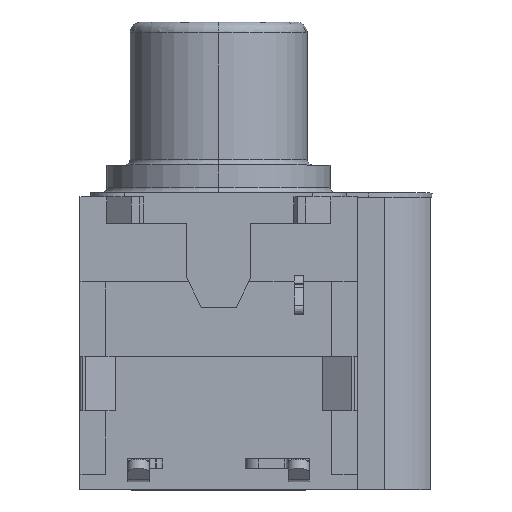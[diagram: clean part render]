
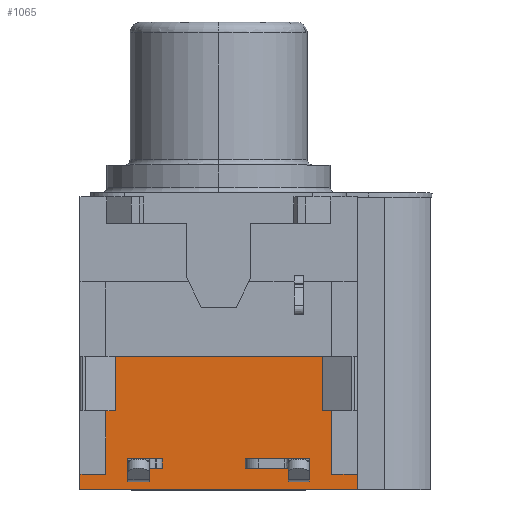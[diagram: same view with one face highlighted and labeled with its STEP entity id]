
A CAD part, top view. The second image highlights one B-rep face of the part: STEP entity #1065.
In plain terms, the highlighted planar face has unit normal (0, 0, 1).
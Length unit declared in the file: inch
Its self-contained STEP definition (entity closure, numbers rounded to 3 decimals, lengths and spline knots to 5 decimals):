
#79 = ORIENTED_EDGE ( 'NONE', *, *, #395, .F. ) ;
#245 = DIRECTION ( 'NONE',  ( 0., 1., 0. ) ) ;
#297 = ORIENTED_EDGE ( 'NONE', *, *, #6638, .T. ) ;
#308 = CARTESIAN_POINT ( 'NONE',  ( 0., -0.3026, 1.058 ) ) ;
#388 = DIRECTION ( 'NONE',  ( -1., 0., 0. ) ) ;
#395 = EDGE_CURVE ( 'NONE', #818, #4844, #3468, .T. ) ;
#481 = CARTESIAN_POINT ( 'NONE',  ( 0., -0.52, 1.058 ) ) ;
#504 = EDGE_CURVE ( 'NONE', #1565, #4730, #3546, .T. ) ;
#514 = EDGE_LOOP ( 'NONE', ( #5068, #4002, #79, #1104 ) ) ;
#593 = CARTESIAN_POINT ( 'NONE',  ( 0., -0.491, 1.058 ) ) ;
#680 = EDGE_CURVE ( 'NONE', #5035, #1366, #3666, .T. ) ;
#805 = CARTESIAN_POINT ( 'NONE',  ( 0.2559, -0.547, 1.058 ) ) ;
#818 = VERTEX_POINT ( 'NONE', #3994 ) ;
#909 = ORIENTED_EDGE ( 'NONE', *, *, #4062, .F. ) ;
#965 = EDGE_LOOP ( 'NONE', ( #2967, #5578, #1715, #909 ) ) ;
#1065 = ADVANCED_FACE ( 'NONE', ( #4045, #4025, #4031 ), #5252, .T. ) ;
#1104 = ORIENTED_EDGE ( 'NONE', *, *, #5696, .T. ) ;
#1223 = ORIENTED_EDGE ( 'NONE', *, *, #2093, .T. ) ;
#1310 = ORIENTED_EDGE ( 'NONE', *, *, #5613, .F. ) ;
#1341 = CARTESIAN_POINT ( 'NONE',  ( 0.2086, -0.2775, 1.058 ) ) ;
#1366 = VERTEX_POINT ( 'NONE', #3218 ) ;
#1413 = VERTEX_POINT ( 'NONE', #1635 ) ;
#1464 = AXIS2_PLACEMENT_3D ( 'NONE', #5024, #5075, #5094 ) ;
#1565 = VERTEX_POINT ( 'NONE', #2252 ) ;
#1599 = EDGE_CURVE ( 'NONE', #2496, #4481, #4409, .T. ) ;
#1620 = EDGE_CURVE ( 'NONE', #2652, #3746, #4484, .T. ) ;
#1635 = CARTESIAN_POINT ( 'NONE',  ( 0.2086, -0.52, 1.058 ) ) ;
#1662 = DIRECTION ( 'NONE',  ( 0., 1., 0. ) ) ;
#1684 = CARTESIAN_POINT ( 'NONE',  ( 0.06735, -0.547, 1.058 ) ) ;
#1715 = ORIENTED_EDGE ( 'NONE', *, *, #1620, .T. ) ;
#1775 = VERTEX_POINT ( 'NONE', #805 ) ;
#1816 = VERTEX_POINT ( 'NONE', #3775 ) ;
#1963 = CARTESIAN_POINT ( 'NONE',  ( -0.2086, -0.52, 1.058 ) ) ;
#1974 = CARTESIAN_POINT ( 'NONE',  ( -0.1044, -0.491, 1.058 ) ) ;
#1977 = DIRECTION ( 'NONE',  ( 0., 1., 0. ) ) ;
#1985 = CARTESIAN_POINT ( 'NONE',  ( 0.16725, -0.5125, 1.058 ) ) ;
#2093 = EDGE_CURVE ( 'NONE', #1413, #2496, #4895, .T. ) ;
#2137 = ORIENTED_EDGE ( 'NONE', *, *, #1599, .T. ) ;
#2166 = EDGE_CURVE ( 'NONE', #5414, #2980, #4970, .T. ) ;
#2252 = CARTESIAN_POINT ( 'NONE',  ( -0.1674, -0.491, 1.058 ) ) ;
#2383 = CARTESIAN_POINT ( 'NONE',  ( -0.1674, -0.5125, 1.058 ) ) ;
#2389 = DIRECTION ( 'NONE',  ( 0., -1., 0. ) ) ;
#2432 = CARTESIAN_POINT ( 'NONE',  ( 0.04865, -0.509, 1.058 ) ) ;
#2496 = VERTEX_POINT ( 'NONE', #6048 ) ;
#2602 = DIRECTION ( 'NONE',  ( 0., 1., 0. ) ) ;
#2633 = ORIENTED_EDGE ( 'NONE', *, *, #5517, .T. ) ;
#2652 = VERTEX_POINT ( 'NONE', #1974 ) ;
#2967 = ORIENTED_EDGE ( 'NONE', *, *, #504, .F. ) ;
#2980 = VERTEX_POINT ( 'NONE', #4788 ) ;
#3020 = ORIENTED_EDGE ( 'NONE', *, *, #2166, .T. ) ;
#3092 = DIRECTION ( 'NONE',  ( 0., 1., 0. ) ) ;
#3114 = CARTESIAN_POINT ( 'NONE',  ( 0.04865, -0.2775, 1.058 ) ) ;
#3131 = CARTESIAN_POINT ( 'NONE',  ( 0., -0.52, 1.058 ) ) ;
#3139 = DIRECTION ( 'NONE',  ( 0., -1., 0. ) ) ;
#3154 = VECTOR ( 'NONE', #5272, 39.37008 ) ;
#3218 = CARTESIAN_POINT ( 'NONE',  ( 0.04865, -0.491, 1.058 ) ) ;
#3254 = LINE ( 'NONE', #5318, #3154 ) ;
#3456 = VECTOR ( 'NONE', #2389, 39.37008 ) ;
#3468 = LINE ( 'NONE', #1985, #3499 ) ;
#3499 = VECTOR ( 'NONE', #1977, 39.37008 ) ;
#3546 = LINE ( 'NONE', #2383, #3456 ) ;
#3575 = ORIENTED_EDGE ( 'NONE', *, *, #6185, .T. ) ;
#3666 = LINE ( 'NONE', #3114, #3705 ) ;
#3705 = VECTOR ( 'NONE', #3092, 39.37008 ) ;
#3746 = VERTEX_POINT ( 'NONE', #6623 ) ;
#3775 = CARTESIAN_POINT ( 'NONE',  ( -0.2559, -0.547, 1.058 ) ) ;
#3994 = CARTESIAN_POINT ( 'NONE',  ( 0.16725, -0.509, 1.058 ) ) ;
#4002 = ORIENTED_EDGE ( 'NONE', *, *, #6622, .T. ) ;
#4025 = FACE_BOUND ( 'NONE', #514, .T. ) ;
#4031 = FACE_OUTER_BOUND ( 'NONE', #4439, .T. ) ;
#4034 = VERTEX_POINT ( 'NONE', #4541 ) ;
#4045 = FACE_BOUND ( 'NONE', #965, .T. ) ;
#4062 = EDGE_CURVE ( 'NONE', #4730, #3746, #3254, .T. ) ;
#4332 = LINE ( 'NONE', #3131, #4341 ) ;
#4336 = CARTESIAN_POINT ( 'NONE',  ( 0.2559, -0.2775, 1.058 ) ) ;
#4341 = VECTOR ( 'NONE', #5774, 39.37008 ) ;
#4390 = VECTOR ( 'NONE', #4694, 39.37008 ) ;
#4401 = CARTESIAN_POINT ( 'NONE',  ( 0.16725, -0.491, 1.058 ) ) ;
#4409 = LINE ( 'NONE', #308, #4390 ) ;
#4439 = EDGE_LOOP ( 'NONE', ( #2633, #1223, #2137, #297, #3020, #5325, #1310, #3575 ) ) ;
#4481 = VERTEX_POINT ( 'NONE', #6363 ) ;
#4484 = LINE ( 'NONE', #5508, #4498 ) ;
#4498 = VECTOR ( 'NONE', #3139, 39.37008 ) ;
#4541 = CARTESIAN_POINT ( 'NONE',  ( 0.2559, -0.52, 1.058 ) ) ;
#4604 = LINE ( 'NONE', #5893, #4612 ) ;
#4612 = VECTOR ( 'NONE', #1662, 39.37008 ) ;
#4646 = LINE ( 'NONE', #1684, #4651 ) ;
#4651 = VECTOR ( 'NONE', #4806, 39.37008 ) ;
#4694 = DIRECTION ( 'NONE',  ( -1., 0., 0. ) ) ;
#4716 = DIRECTION ( 'NONE',  ( 1., 0., 0. ) ) ;
#4730 = VERTEX_POINT ( 'NONE', #5409 ) ;
#4788 = CARTESIAN_POINT ( 'NONE',  ( -0.2559, -0.52, 1.058 ) ) ;
#4792 = LINE ( 'NONE', #5985, #4803 ) ;
#4803 = VECTOR ( 'NONE', #5445, 39.37008 ) ;
#4806 = DIRECTION ( 'NONE',  ( -1., 0., 0. ) ) ;
#4844 = VERTEX_POINT ( 'NONE', #4401 ) ;
#4895 = LINE ( 'NONE', #1341, #4904 ) ;
#4904 = VECTOR ( 'NONE', #2602, 39.37008 ) ;
#4970 = LINE ( 'NONE', #481, #4977 ) ;
#4977 = VECTOR ( 'NONE', #388, 39.37008 ) ;
#5024 = CARTESIAN_POINT ( 'NONE',  ( 0.26614, 0.00278, 1.058 ) ) ;
#5035 = VERTEX_POINT ( 'NONE', #2432 ) ;
#5068 = ORIENTED_EDGE ( 'NONE', *, *, #680, .T. ) ;
#5075 = DIRECTION ( 'NONE',  ( 0., 0., 1. ) ) ;
#5094 = DIRECTION ( 'NONE',  ( -1., 0., 0. ) ) ;
#5252 = PLANE ( 'NONE',  #1464 ) ;
#5272 = DIRECTION ( 'NONE',  ( 1., 0., 0. ) ) ;
#5318 = CARTESIAN_POINT ( 'NONE',  ( -0.1359, -0.509, 1.058 ) ) ;
#5325 = ORIENTED_EDGE ( 'NONE', *, *, #5599, .F. ) ;
#5406 = LINE ( 'NONE', #4336, #5422 ) ;
#5409 = CARTESIAN_POINT ( 'NONE',  ( -0.1674, -0.509, 1.058 ) ) ;
#5414 = VERTEX_POINT ( 'NONE', #1963 ) ;
#5422 = VECTOR ( 'NONE', #245, 39.37008 ) ;
#5445 = DIRECTION ( 'NONE',  ( -1., 0., 0. ) ) ;
#5508 = CARTESIAN_POINT ( 'NONE',  ( -0.1044, -0.2775, 1.058 ) ) ;
#5517 = EDGE_CURVE ( 'NONE', #4034, #1413, #4332, .T. ) ;
#5578 = ORIENTED_EDGE ( 'NONE', *, *, #6433, .T. ) ;
#5599 = EDGE_CURVE ( 'NONE', #1816, #2980, #4604, .T. ) ;
#5613 = EDGE_CURVE ( 'NONE', #1775, #1816, #4646, .T. ) ;
#5696 = EDGE_CURVE ( 'NONE', #818, #5035, #4792, .T. ) ;
#5774 = DIRECTION ( 'NONE',  ( -1., 0., 0. ) ) ;
#5859 = LINE ( 'NONE', #593, #5889 ) ;
#5889 = VECTOR ( 'NONE', #4716, 39.37008 ) ;
#5893 = CARTESIAN_POINT ( 'NONE',  ( -0.2559, -0.2775, 1.058 ) ) ;
#5985 = CARTESIAN_POINT ( 'NONE',  ( 0., -0.509, 1.058 ) ) ;
#6048 = CARTESIAN_POINT ( 'NONE',  ( 0.2086, -0.3026, 1.058 ) ) ;
#6112 = VECTOR ( 'NONE', #6286, 39.37008 ) ;
#6123 = LINE ( 'NONE', #6662, #6128 ) ;
#6128 = VECTOR ( 'NONE', #6620, 39.37008 ) ;
#6137 = LINE ( 'NONE', #6346, #6112 ) ;
#6185 = EDGE_CURVE ( 'NONE', #1775, #4034, #5406, .T. ) ;
#6286 = DIRECTION ( 'NONE',  ( 0., -1., 0. ) ) ;
#6346 = CARTESIAN_POINT ( 'NONE',  ( -0.2086, -0.2775, 1.058 ) ) ;
#6363 = CARTESIAN_POINT ( 'NONE',  ( -0.2086, -0.3026, 1.058 ) ) ;
#6433 = EDGE_CURVE ( 'NONE', #1565, #2652, #5859, .T. ) ;
#6620 = DIRECTION ( 'NONE',  ( 1., 0., 0. ) ) ;
#6622 = EDGE_CURVE ( 'NONE', #1366, #4844, #6123, .T. ) ;
#6623 = CARTESIAN_POINT ( 'NONE',  ( -0.1044, -0.509, 1.058 ) ) ;
#6638 = EDGE_CURVE ( 'NONE', #4481, #5414, #6137, .T. ) ;
#6662 = CARTESIAN_POINT ( 'NONE',  ( 0., -0.491, 1.058 ) ) ;
